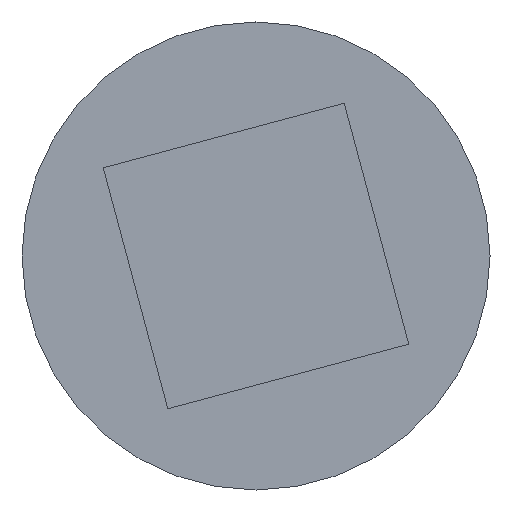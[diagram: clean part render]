
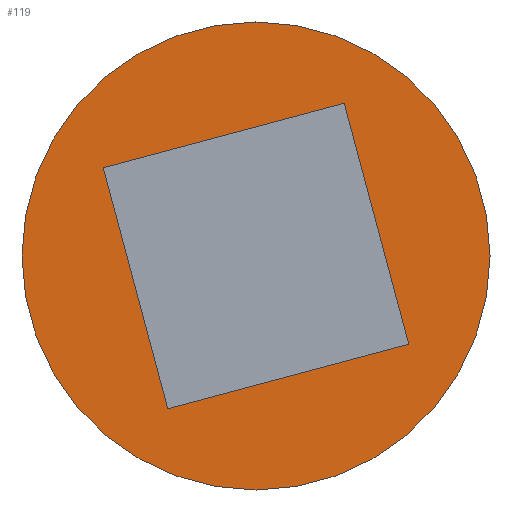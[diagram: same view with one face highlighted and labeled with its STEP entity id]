
A CAD part, front view. The second image highlights one B-rep face of the part: STEP entity #119.
In plain terms, the highlighted planar face has unit normal (0, -1, 0).
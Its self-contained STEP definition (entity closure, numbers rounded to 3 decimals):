
#22 = VERTEX_POINT('',#23);
#23 = CARTESIAN_POINT('',(2.828,0.,4.899));
#40 = VERTEX_POINT('',#41);
#41 = CARTESIAN_POINT('',(-4.899,0.,2.828));
#47 = EDGE_CURVE('',#22,#40,#48,.T.);
#48 = LINE('',#49,#50);
#49 = CARTESIAN_POINT('',(2.828,0.,
    4.899));
#50 = VECTOR('',#51,1.);
#51 = DIRECTION('',(-0.966,0.,-0.259)
  );
#62 = VERTEX_POINT('',#63);
#63 = CARTESIAN_POINT('',(4.899,0.,-2.828));
#78 = EDGE_CURVE('',#62,#22,#79,.T.);
#79 = LINE('',#80,#81);
#80 = CARTESIAN_POINT('',(4.899,0.,
    -2.828));
#81 = VECTOR('',#82,1.);
#82 = DIRECTION('',(-0.259,0.,0.966));
#102 = VERTEX_POINT('',#103);
#103 = CARTESIAN_POINT('',(-2.828,0.,-4.899));
#109 = EDGE_CURVE('',#40,#102,#110,.T.);
#110 = LINE('',#111,#112);
#111 = CARTESIAN_POINT('',(-4.899,0.,
    2.828));
#112 = VECTOR('',#113,1.);
#113 = DIRECTION('',(0.259,0.,-0.966)
  );
#119 = ADVANCED_FACE('',(#120,#131),#142,.F.);
#120 = FACE_BOUND('',#121,.F.);
#121 = EDGE_LOOP('',(#122));
#122 = ORIENTED_EDGE('',*,*,#123,.T.);
#123 = EDGE_CURVE('',#124,#124,#126,.T.);
#124 = VERTEX_POINT('',#125);
#125 = CARTESIAN_POINT('',(7.5,0.,0.));
#126 = CIRCLE('',#127,7.5);
#127 = AXIS2_PLACEMENT_3D('',#128,#129,#130);
#128 = CARTESIAN_POINT('',(0.,0.,0.));
#129 = DIRECTION('',(-0.,1.,0.));
#130 = DIRECTION('',(1.,0.,0.));
#131 = FACE_BOUND('',#132,.F.);
#132 = EDGE_LOOP('',(#133,#134,#135,#136));
#133 = ORIENTED_EDGE('',*,*,#78,.T.);
#134 = ORIENTED_EDGE('',*,*,#47,.T.);
#135 = ORIENTED_EDGE('',*,*,#109,.T.);
#136 = ORIENTED_EDGE('',*,*,#137,.T.);
#137 = EDGE_CURVE('',#102,#62,#138,.T.);
#138 = LINE('',#139,#140);
#139 = CARTESIAN_POINT('',(-2.828,0.,
    -4.899));
#140 = VECTOR('',#141,1.);
#141 = DIRECTION('',(0.966,0.,0.259));
#142 = PLANE('',#143);
#143 = AXIS2_PLACEMENT_3D('',#144,#145,#146);
#144 = CARTESIAN_POINT('',(0.,0.,
    0.));
#145 = DIRECTION('',(0.,1.,0.));
#146 = DIRECTION('',(0.,0.,1.));
